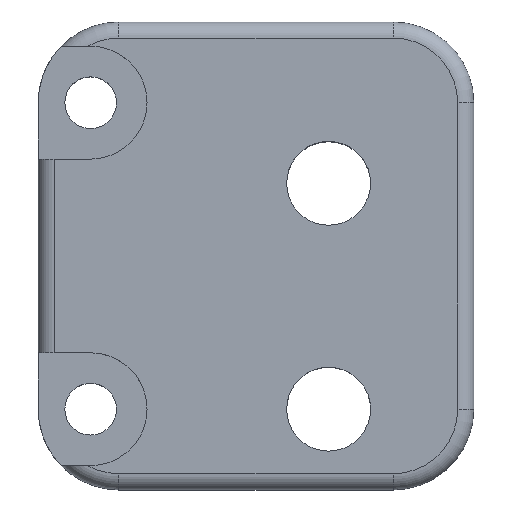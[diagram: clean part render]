
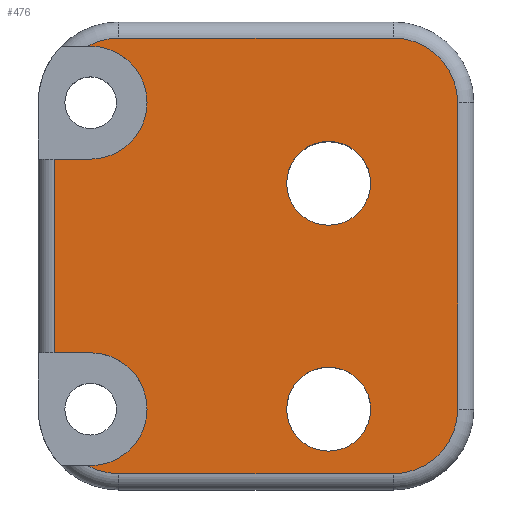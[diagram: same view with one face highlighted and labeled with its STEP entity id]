
A CAD part, top view. The second image highlights one B-rep face of the part: STEP entity #476.
In plain terms, the highlighted planar face has unit normal (0, 0, 1).
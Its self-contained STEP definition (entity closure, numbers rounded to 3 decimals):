
#112 = VERTEX_POINT('',#113);
#113 = CARTESIAN_POINT('',(-102.,-23.,5.));
#120 = EDGE_CURVE('',#112,#121,#123,.T.);
#121 = VERTEX_POINT('',#122);
#122 = CARTESIAN_POINT('',(-85.,-23.,5.));
#123 = LINE('',#124,#125);
#124 = CARTESIAN_POINT('',(-102.,-23.,5.));
#125 = VECTOR('',#126,1.);
#126 = DIRECTION('',(1.,0.,0.));
#314 = VERTEX_POINT('',#315);
#315 = CARTESIAN_POINT('',(-103.936,-23.5,5.));
#340 = EDGE_CURVE('',#314,#112,#341,.T.);
#341 = CIRCLE('',#342,4.);
#342 = AXIS2_PLACEMENT_3D('',#343,#344,#345);
#343 = CARTESIAN_POINT('',(-102.,-27.,5.));
#344 = DIRECTION('',(0.,0.,-1.));
#345 = DIRECTION('',(-0.714,0.7,0.));
#355 = EDGE_CURVE('',#356,#314,#358,.T.);
#356 = VERTEX_POINT('',#357);
#357 = CARTESIAN_POINT('',(-103.75,-23.5,5.));
#358 = LINE('',#359,#360);
#359 = CARTESIAN_POINT('',(-103.75,-23.5,5.));
#360 = VECTOR('',#361,1.);
#361 = DIRECTION('',(-1.,0.,0.));
#476 = ADVANCED_FACE('',(#477,#573,#584),#595,.T.);
#477 = FACE_BOUND('',#478,.T.);
#478 = EDGE_LOOP('',(#479,#480,#489,#497,#505,#513,#522,#530,#539,#547,
    #556,#564,#571,#572));
#479 = ORIENTED_EDGE('',*,*,#355,.F.);
#480 = ORIENTED_EDGE('',*,*,#481,.F.);
#481 = EDGE_CURVE('',#482,#356,#484,.T.);
#482 = VERTEX_POINT('',#483);
#483 = CARTESIAN_POINT('',(-103.75,-30.5,5.));
#484 = CIRCLE('',#485,3.5);
#485 = AXIS2_PLACEMENT_3D('',#486,#487,#488);
#486 = CARTESIAN_POINT('',(-103.75,-27.,5.));
#487 = DIRECTION('',(0.,0.,1.));
#488 = DIRECTION('',(1.,0.,0.));
#489 = ORIENTED_EDGE('',*,*,#490,.F.);
#490 = EDGE_CURVE('',#491,#482,#493,.T.);
#491 = VERTEX_POINT('',#492);
#492 = CARTESIAN_POINT('',(-106.,-30.5,5.));
#493 = LINE('',#494,#495);
#494 = CARTESIAN_POINT('',(-107.,-30.5,5.));
#495 = VECTOR('',#496,1.);
#496 = DIRECTION('',(1.,0.,0.));
#497 = ORIENTED_EDGE('',*,*,#498,.F.);
#498 = EDGE_CURVE('',#499,#491,#501,.T.);
#499 = VERTEX_POINT('',#500);
#500 = CARTESIAN_POINT('',(-106.,-42.5,5.));
#501 = LINE('',#502,#503);
#502 = CARTESIAN_POINT('',(-106.,-42.5,5.));
#503 = VECTOR('',#504,1.);
#504 = DIRECTION('',(0.,1.,0.));
#505 = ORIENTED_EDGE('',*,*,#506,.F.);
#506 = EDGE_CURVE('',#507,#499,#509,.T.);
#507 = VERTEX_POINT('',#508);
#508 = CARTESIAN_POINT('',(-103.75,-42.5,5.));
#509 = LINE('',#510,#511);
#510 = CARTESIAN_POINT('',(-103.75,-42.5,5.));
#511 = VECTOR('',#512,1.);
#512 = DIRECTION('',(-1.,0.,0.));
#513 = ORIENTED_EDGE('',*,*,#514,.F.);
#514 = EDGE_CURVE('',#515,#507,#517,.T.);
#515 = VERTEX_POINT('',#516);
#516 = CARTESIAN_POINT('',(-103.75,-49.5,5.));
#517 = CIRCLE('',#518,3.5);
#518 = AXIS2_PLACEMENT_3D('',#519,#520,#521);
#519 = CARTESIAN_POINT('',(-103.75,-46.,5.));
#520 = DIRECTION('',(0.,0.,1.));
#521 = DIRECTION('',(1.,0.,0.));
#522 = ORIENTED_EDGE('',*,*,#523,.F.);
#523 = EDGE_CURVE('',#524,#515,#526,.T.);
#524 = VERTEX_POINT('',#525);
#525 = CARTESIAN_POINT('',(-103.936,-49.5,5.));
#526 = LINE('',#527,#528);
#527 = CARTESIAN_POINT('',(-107.,-49.5,5.));
#528 = VECTOR('',#529,1.);
#529 = DIRECTION('',(1.,0.,0.));
#530 = ORIENTED_EDGE('',*,*,#531,.F.);
#531 = EDGE_CURVE('',#532,#524,#534,.T.);
#532 = VERTEX_POINT('',#533);
#533 = CARTESIAN_POINT('',(-102.,-50.,5.));
#534 = CIRCLE('',#535,4.);
#535 = AXIS2_PLACEMENT_3D('',#536,#537,#538);
#536 = CARTESIAN_POINT('',(-102.,-46.,5.));
#537 = DIRECTION('',(-0.,-0.,-1.));
#538 = DIRECTION('',(0.,-1.,0.));
#539 = ORIENTED_EDGE('',*,*,#540,.F.);
#540 = EDGE_CURVE('',#541,#532,#543,.T.);
#541 = VERTEX_POINT('',#542);
#542 = CARTESIAN_POINT('',(-85.,-50.,5.));
#543 = LINE('',#544,#545);
#544 = CARTESIAN_POINT('',(-85.,-50.,5.));
#545 = VECTOR('',#546,1.);
#546 = DIRECTION('',(-1.,0.,0.));
#547 = ORIENTED_EDGE('',*,*,#548,.F.);
#548 = EDGE_CURVE('',#549,#541,#551,.T.);
#549 = VERTEX_POINT('',#550);
#550 = CARTESIAN_POINT('',(-81.,-46.,5.));
#551 = CIRCLE('',#552,4.);
#552 = AXIS2_PLACEMENT_3D('',#553,#554,#555);
#553 = CARTESIAN_POINT('',(-85.,-46.,5.));
#554 = DIRECTION('',(0.,0.,-1.));
#555 = DIRECTION('',(1.,0.,0.));
#556 = ORIENTED_EDGE('',*,*,#557,.F.);
#557 = EDGE_CURVE('',#558,#549,#560,.T.);
#558 = VERTEX_POINT('',#559);
#559 = CARTESIAN_POINT('',(-81.,-27.,5.));
#560 = LINE('',#561,#562);
#561 = CARTESIAN_POINT('',(-81.,-27.,5.));
#562 = VECTOR('',#563,1.);
#563 = DIRECTION('',(0.,-1.,0.));
#564 = ORIENTED_EDGE('',*,*,#565,.F.);
#565 = EDGE_CURVE('',#121,#558,#566,.T.);
#566 = CIRCLE('',#567,4.);
#567 = AXIS2_PLACEMENT_3D('',#568,#569,#570);
#568 = CARTESIAN_POINT('',(-85.,-27.,5.));
#569 = DIRECTION('',(0.,0.,-1.));
#570 = DIRECTION('',(0.,1.,0.));
#571 = ORIENTED_EDGE('',*,*,#120,.F.);
#572 = ORIENTED_EDGE('',*,*,#340,.F.);
#573 = FACE_BOUND('',#574,.T.);
#574 = EDGE_LOOP('',(#575));
#575 = ORIENTED_EDGE('',*,*,#576,.F.);
#576 = EDGE_CURVE('',#577,#577,#579,.T.);
#577 = VERTEX_POINT('',#578);
#578 = CARTESIAN_POINT('',(-86.4,-46.,5.));
#579 = CIRCLE('',#580,2.6);
#580 = AXIS2_PLACEMENT_3D('',#581,#582,#583);
#581 = CARTESIAN_POINT('',(-89.,-46.,5.));
#582 = DIRECTION('',(0.,0.,1.));
#583 = DIRECTION('',(1.,0.,0.));
#584 = FACE_BOUND('',#585,.T.);
#585 = EDGE_LOOP('',(#586));
#586 = ORIENTED_EDGE('',*,*,#587,.F.);
#587 = EDGE_CURVE('',#588,#588,#590,.T.);
#588 = VERTEX_POINT('',#589);
#589 = CARTESIAN_POINT('',(-86.4,-32.,5.));
#590 = CIRCLE('',#591,2.6);
#591 = AXIS2_PLACEMENT_3D('',#592,#593,#594);
#592 = CARTESIAN_POINT('',(-89.,-32.,5.));
#593 = DIRECTION('',(0.,0.,1.));
#594 = DIRECTION('',(1.,0.,0.));
#595 = PLANE('',#596);
#596 = AXIS2_PLACEMENT_3D('',#597,#598,#599);
#597 = CARTESIAN_POINT('',(-93.814,-36.934,5.));
#598 = DIRECTION('',(0.,0.,1.));
#599 = DIRECTION('',(1.,0.,0.));
